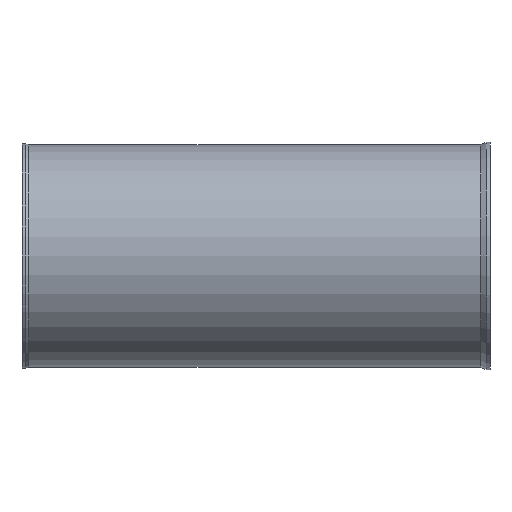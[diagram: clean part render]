
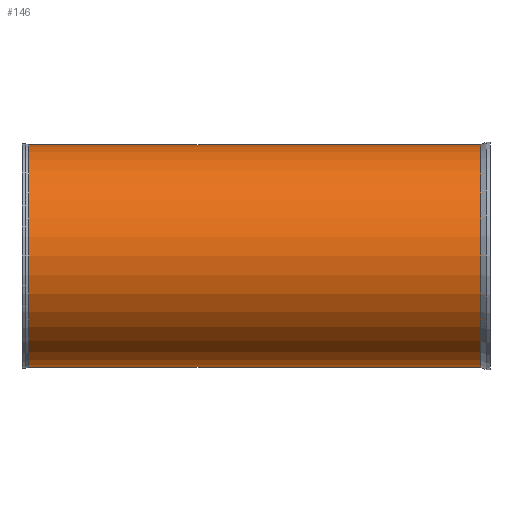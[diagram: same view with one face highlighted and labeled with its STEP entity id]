
A CAD part, front view. The second image highlights one B-rep face of the part: STEP entity #146.
In plain terms, the highlighted cylindrical face has radius 85.5 mm (diameter 171 mm), a full revolution.
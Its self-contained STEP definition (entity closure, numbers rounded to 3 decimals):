
#25=FACE_OUTER_BOUND('',#35,.T.);
#35=EDGE_LOOP('',(#110,#111,#112,#113));
#47=LINE('',#255,#55);
#55=VECTOR('',#207,85.5);
#63=CIRCLE('',#172,85.5);
#64=CIRCLE('',#174,85.5);
#74=VERTEX_POINT('',#249);
#75=VERTEX_POINT('',#253);
#86=EDGE_CURVE('',#74,#74,#63,.T.);
#88=EDGE_CURVE('',#75,#75,#64,.T.);
#89=EDGE_CURVE('',#75,#74,#47,.T.);
#110=ORIENTED_EDGE('',*,*,#88,.T.);
#111=ORIENTED_EDGE('',*,*,#89,.T.);
#112=ORIENTED_EDGE('',*,*,#86,.F.);
#113=ORIENTED_EDGE('',*,*,#89,.F.);
#141=CYLINDRICAL_SURFACE('',#173,85.5);
#146=ADVANCED_FACE('',(#25),#141,.T.);
#172=AXIS2_PLACEMENT_3D('',#250,#200,#201);
#173=AXIS2_PLACEMENT_3D('',#252,#203,#204);
#174=AXIS2_PLACEMENT_3D('',#254,#205,#206);
#200=DIRECTION('center_axis',(-1.,0.,0.));
#201=DIRECTION('ref_axis',(0.,0.,1.));
#203=DIRECTION('center_axis',(-1.,0.,0.));
#204=DIRECTION('ref_axis',(0.,1.,0.));
#205=DIRECTION('center_axis',(-1.,0.,0.));
#206=DIRECTION('ref_axis',(0.,0.,1.));
#207=DIRECTION('',(-1.,0.,0.));
#249=CARTESIAN_POINT('',(45.145,-85.5,0.));
#250=CARTESIAN_POINT('Origin',(45.145,0.,0.));
#252=CARTESIAN_POINT('Origin',(218.928,0.,0.));
#253=CARTESIAN_POINT('',(392.711,-85.5,0.));
#254=CARTESIAN_POINT('Origin',(392.711,0.,0.));
#255=CARTESIAN_POINT('',(218.928,-85.5,0.));
